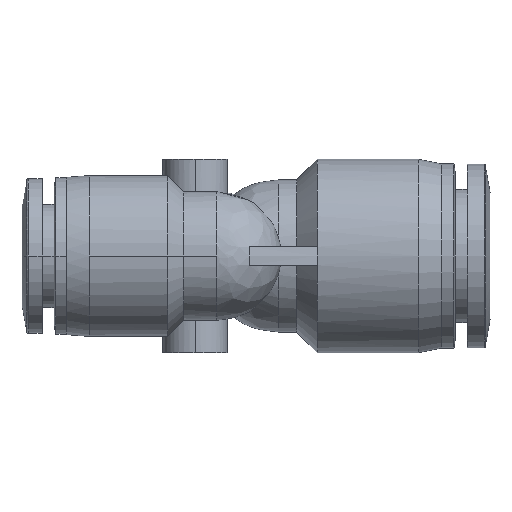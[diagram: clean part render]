
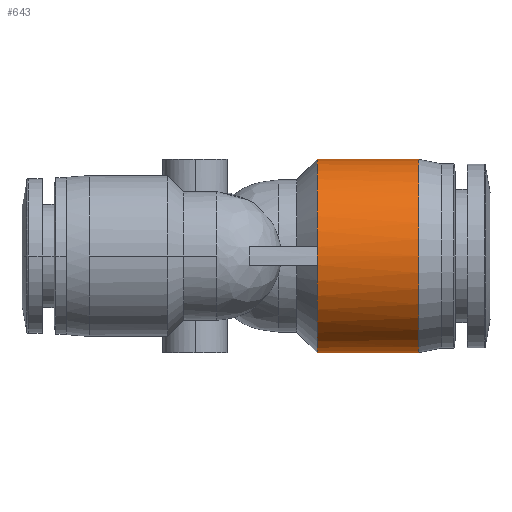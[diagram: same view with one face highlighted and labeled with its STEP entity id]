
A CAD part, left-side view. The second image highlights one B-rep face of the part: STEP entity #643.
In plain terms, the highlighted cylindrical face has radius 10.5 mm (diameter 21 mm), a partial arc.
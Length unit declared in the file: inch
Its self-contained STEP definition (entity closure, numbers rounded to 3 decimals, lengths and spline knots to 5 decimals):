
#10 = CARTESIAN_POINT ( 'NONE',  ( 0., -0.95472, 0. ) ) ;
#219 = FACE_OUTER_BOUND ( 'NONE', #5485, .T. ) ;
#240 = CARTESIAN_POINT ( 'NONE',  ( 0., -0.52165, 0.41339 ) ) ;
#366 = CARTESIAN_POINT ( 'NONE',  ( 0., -0.73819, 0. ) ) ;
#428 = ORIENTED_EDGE ( 'NONE', *, *, #866, .F. ) ;
#643 = ADVANCED_FACE ( 'NONE', ( #219 ), #822, .T. ) ;
#822 = CYLINDRICAL_SURFACE ( 'NONE', #3023, 0.41339 ) ;
#866 = EDGE_CURVE ( 'NONE', #4720, #5239, #5211, .T. ) ;
#949 = EDGE_CURVE ( 'NONE', #5410, #4720, #4330, .T. ) ;
#992 = AXIS2_PLACEMENT_3D ( 'NONE', #4778, #2011, #5261 ) ;
#1055 = DIRECTION ( 'NONE',  ( 0., 1., 0. ) ) ;
#1200 = EDGE_CURVE ( 'NONE', #3050, #5239, #3249, .T. ) ;
#1207 = VERTEX_POINT ( 'NONE', #3837 ) ;
#1230 = CARTESIAN_POINT ( 'NONE',  ( -0.41151, -0.52165, 0.03937 ) ) ;
#1234 = ORIENTED_EDGE ( 'NONE', *, *, #6018, .T. ) ;
#1733 = DIRECTION ( 'NONE',  ( 0., -1., 0. ) ) ;
#1835 = AXIS2_PLACEMENT_3D ( 'NONE', #2513, #5808, #2970 ) ;
#2011 = DIRECTION ( 'NONE',  ( 0., -1., 0. ) ) ;
#2194 = CARTESIAN_POINT ( 'NONE',  ( -0.41401, -0.52165, 0.01319 ) ) ;
#2250 = CIRCLE ( 'NONE', #1835, 0.41339 ) ;
#2350 = DIRECTION ( 'NONE',  ( 0., 1., 0. ) ) ;
#2481 = CARTESIAN_POINT ( 'NONE',  ( 0., -0.73819, -0.41339 ) ) ;
#2513 = CARTESIAN_POINT ( 'NONE',  ( 0., -0.52165, 0. ) ) ;
#2658 = CARTESIAN_POINT ( 'NONE',  ( -0.41401, -0.52165, -0.01319 ) ) ;
#2799 = CARTESIAN_POINT ( 'NONE',  ( 0., -0.95472, -0.41339 ) ) ;
#2827 = VECTOR ( 'NONE', #1055, 39.37008 ) ;
#2935 = CARTESIAN_POINT ( 'NONE',  ( 0., -0.73819, 0.41339 ) ) ;
#2970 = DIRECTION ( 'NONE',  ( 0., 0., 1. ) ) ;
#3023 = AXIS2_PLACEMENT_3D ( 'NONE', #366, #5416, #3148 ) ;
#3050 = VERTEX_POINT ( 'NONE', #5197 ) ;
#3148 = DIRECTION ( 'NONE',  ( 0., 0., 1. ) ) ;
#3249 = CIRCLE ( 'NONE', #992, 0.41339 ) ;
#3698 = CARTESIAN_POINT ( 'NONE',  ( 0., -0.52165, -0.41339 ) ) ;
#3837 = CARTESIAN_POINT ( 'NONE',  ( -0.41151, -0.52165, 0.03937 ) ) ;
#4040 = LINE ( 'NONE', #2935, #2827 ) ;
#4111 = DIRECTION ( 'NONE',  ( -1., 0., 0. ) ) ;
#4239 = ORIENTED_EDGE ( 'NONE', *, *, #949, .F. ) ;
#4330 = CIRCLE ( 'NONE', #5293, 0.41339 ) ;
#4359 = ORIENTED_EDGE ( 'NONE', *, *, #1200, .T. ) ;
#4426 = CARTESIAN_POINT ( 'NONE',  ( 0., -0.95472, 0.41339 ) ) ;
#4534 = EDGE_CURVE ( 'NONE', #1207, #3050, #4857, .T. ) ;
#4720 = VERTEX_POINT ( 'NONE', #2799 ) ;
#4723 = ORIENTED_EDGE ( 'NONE', *, *, #4534, .T. ) ;
#4778 = CARTESIAN_POINT ( 'NONE',  ( 0., -0.52165, 0. ) ) ;
#4857 = B_SPLINE_CURVE_WITH_KNOTS ( 'NONE', 3,
 ( #1230, #2194, #2658, #5940 ),
 .UNSPECIFIED., .F., .F.,
 ( 4, 4 ),
 ( -0.001, 0.001 ),
 .UNSPECIFIED. ) ;
#5197 = CARTESIAN_POINT ( 'NONE',  ( -0.41151, -0.52165, -0.03937 ) ) ;
#5211 = LINE ( 'NONE', #2481, #5295 ) ;
#5239 = VERTEX_POINT ( 'NONE', #3698 ) ;
#5248 = ORIENTED_EDGE ( 'NONE', *, *, #5981, .T. ) ;
#5261 = DIRECTION ( 'NONE',  ( 0., 0., 1. ) ) ;
#5293 = AXIS2_PLACEMENT_3D ( 'NONE', #10, #1733, #4111 ) ;
#5295 = VECTOR ( 'NONE', #2350, 39.37008 ) ;
#5410 = VERTEX_POINT ( 'NONE', #4426 ) ;
#5416 = DIRECTION ( 'NONE',  ( 0., 1., 0. ) ) ;
#5485 = EDGE_LOOP ( 'NONE', ( #428, #4239, #5248, #1234, #4723, #4359 ) ) ;
#5564 = VERTEX_POINT ( 'NONE', #240 ) ;
#5808 = DIRECTION ( 'NONE',  ( 0., -1., 0. ) ) ;
#5940 = CARTESIAN_POINT ( 'NONE',  ( -0.41151, -0.52165, -0.03937 ) ) ;
#5981 = EDGE_CURVE ( 'NONE', #5410, #5564, #4040, .T. ) ;
#6018 = EDGE_CURVE ( 'NONE', #5564, #1207, #2250, .T. ) ;
